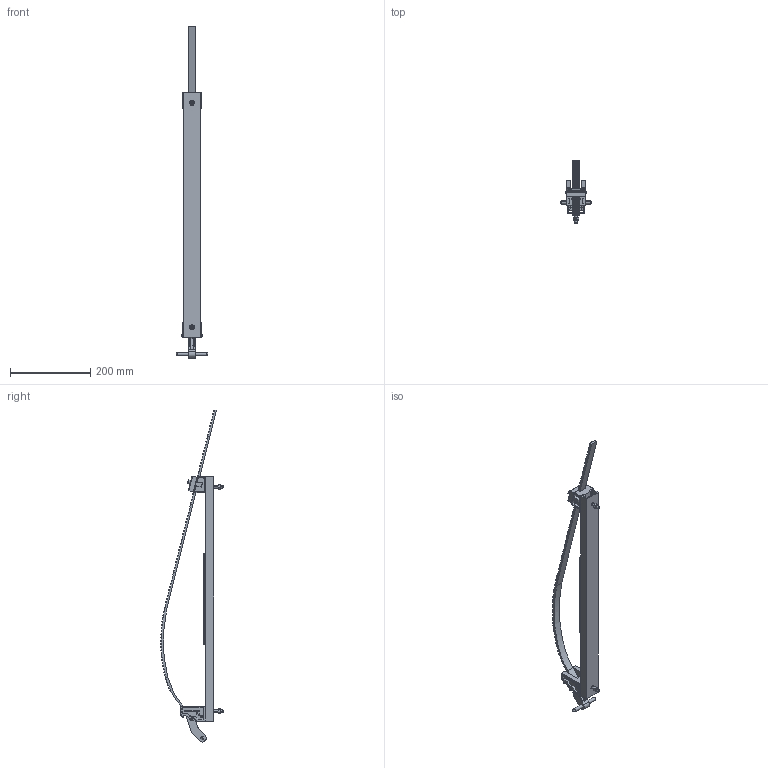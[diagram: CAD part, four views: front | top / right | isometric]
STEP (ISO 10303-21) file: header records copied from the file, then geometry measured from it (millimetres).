
FILE_DESCRIPTION (( 'STEP AP203' ), '1' );
FILE_NAME ('K5008.STEP', '2010-08-23T13:40:47', ( '' ), ( '' ), 'SwSTEP 2.0', 'SolidWorks 2010', '' );
FILE_SCHEMA (( 'CONFIG_CONTROL_DESIGN' ));
Length unit declared in the file: inch
Products named in the file (13): K5008; 1006-2; 1006-3; 2003; 2004; 2005; 2008-1 - IN USE; 2010_compressed; 2011; 2002_HX-SHCS 0.25-20x0.75x0.75-N; 2035 Pack_22" apart; .25-20 x 1.0 lg Hex Bolt_HBOLT 0.2500-20x1x1-N; .25-20 Nylok Nut_MSHXNUT 0.250-20-S-N
Assembly tree (19 placements, depth 3):
  K5008
    2002_HX-SHCS 0.25-20x0.75x0.75-N  x4
    2005
    2003
    2010_compressed  x2
    1006-3
    2008-1 - IN USE
    1006-2
    2004
    2011  x2
    2035 Pack_22" apart
      .25-20 Nylok Nut_MSHXNUT 0.250-20-S-N  x2
      .25-20 x 1.0 lg Hex Bolt_HBOLT 0.2500-20x1x1-N  x2
Bounding box: 78.89 x 155.99 x 827.34 mm (x, y, z)
Volume: 469581.2 mm3; surface area: 260355.8 mm2
Topology: 21 solids, 21 shells, 1275 faces, 3256 edges, 2031 vertices
Faces by surface type: plane 504, cylinder 463, torus 112, bspline 108, cone 68, sphere 20
Entity records: 45292 total; most frequent: CARTESIAN_POINT 16505, ORIENTED_EDGE 5754, DIRECTION 5680, EDGE_CURVE 2877, AXIS2_PLACEMENT_3D 2034, VERTEX_POINT 1822, VECTOR 1612, LINE 1612
